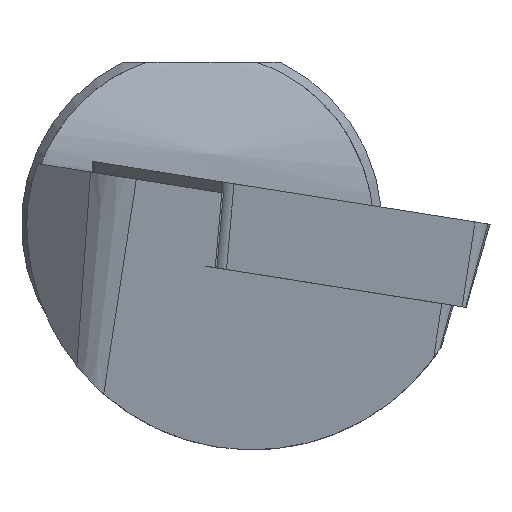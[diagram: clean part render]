
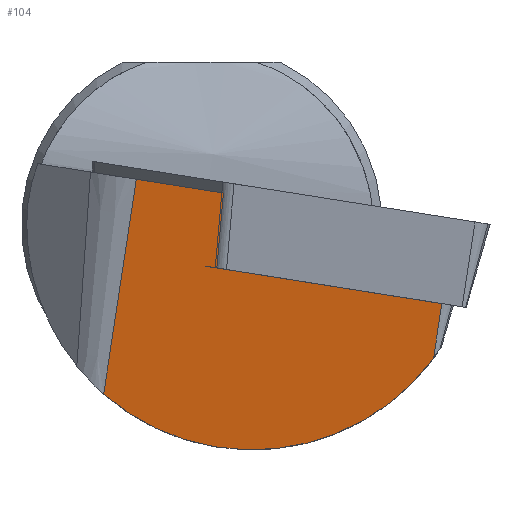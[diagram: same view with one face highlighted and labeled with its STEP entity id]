
A CAD part, left-side view. The second image highlights one B-rep face of the part: STEP entity #104.
In plain terms, the highlighted planar face has unit normal (-0.991, 0.07, -0.112).
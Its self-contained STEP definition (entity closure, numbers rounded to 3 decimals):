
#104=ADVANCED_FACE('',(#159),#137,.T.);
#137=PLANE('',#712);
#159=FACE_OUTER_BOUND('',#195,.T.);
#195=EDGE_LOOP('',(#298,#299,#300,#301,#302,#303));
#244=ELLIPSE('',#711,6.305,6.25);
#298=ORIENTED_EDGE('',*,*,#527,.F.);
#299=ORIENTED_EDGE('',*,*,#528,.F.);
#300=ORIENTED_EDGE('',*,*,#529,.T.);
#301=ORIENTED_EDGE('',*,*,#530,.T.);
#302=ORIENTED_EDGE('',*,*,#531,.F.);
#303=ORIENTED_EDGE('',*,*,#532,.F.);
#456=VERTEX_POINT('',#983);
#457=VERTEX_POINT('',#984);
#458=VERTEX_POINT('',#986);
#459=VERTEX_POINT('',#988);
#460=VERTEX_POINT('',#990);
#461=VERTEX_POINT('',#992);
#527=EDGE_CURVE('',#456,#457,#614,.T.);
#528=EDGE_CURVE('',#458,#456,#615,.T.);
#529=EDGE_CURVE('',#458,#459,#616,.T.);
#530=EDGE_CURVE('',#459,#460,#244,.T.);
#531=EDGE_CURVE('',#461,#460,#617,.T.);
#532=EDGE_CURVE('',#457,#461,#618,.T.);
#614=LINE('',#982,#661);
#615=LINE('',#985,#662);
#616=LINE('',#987,#663);
#617=LINE('',#991,#664);
#618=LINE('',#993,#665);
#661=VECTOR('',#810,1.);
#662=VECTOR('',#811,1.);
#663=VECTOR('',#812,1.);
#664=VECTOR('',#815,1.);
#665=VECTOR('',#816,1.);
#711=AXIS2_PLACEMENT_3D('',#989,#813,#814);
#712=AXIS2_PLACEMENT_3D('',#994,#817,#818);
#810=DIRECTION('',(0.118,0.086,-0.989));
#811=DIRECTION('',(-0.052,-0.986,-0.156));
#812=DIRECTION('',(0.122,0.149,-0.981));
#813=DIRECTION('',(-0.991,0.07,-0.112));
#814=DIRECTION('',(0.132,0.523,-0.842));
#815=DIRECTION('',(0.122,0.149,-0.981));
#816=DIRECTION('',(-0.052,-0.986,-0.156));
#817=DIRECTION('',(-0.991,0.07,-0.112));
#818=DIRECTION('',(-0.113,0.,0.994));
#982=CARTESIAN_POINT('',(0.513,-0.594,0.765));
#983=CARTESIAN_POINT('',(0.5,-0.604,0.872));
#984=CARTESIAN_POINT('',(0.748,-0.422,-1.206));
#985=CARTESIAN_POINT('',(0.166,-6.974,-0.137));
#986=CARTESIAN_POINT('',(0.627,1.812,1.254));
#987=CARTESIAN_POINT('',(0.59,1.767,1.551));
#988=CARTESIAN_POINT('',(1.365,2.716,-4.703));
#989=CARTESIAN_POINT('',(0.543,-1.4,0.));
#990=CARTESIAN_POINT('',(0.609,-6.431,-3.708));
#991=CARTESIAN_POINT('',(0.129,-7.019,0.159));
#992=CARTESIAN_POINT('',(0.421,-6.661,-2.194));
#993=CARTESIAN_POINT('',(0.421,-6.661,-2.194));
#994=CARTESIAN_POINT('',(0.129,-7.019,0.159));
